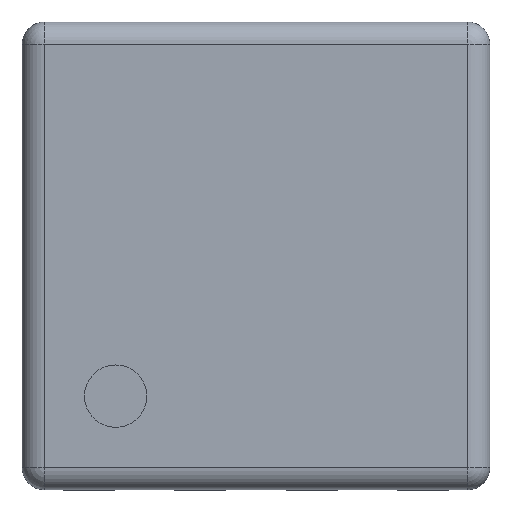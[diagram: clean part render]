
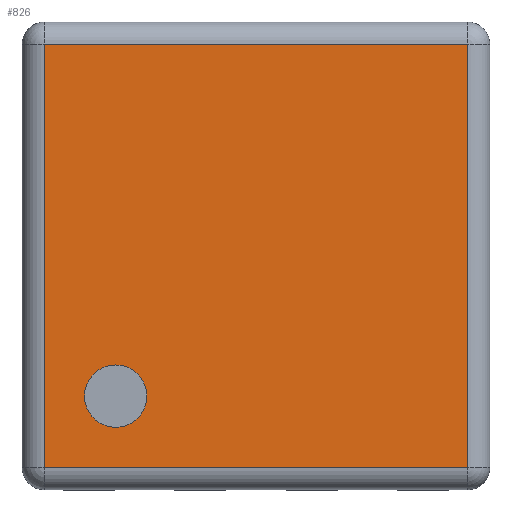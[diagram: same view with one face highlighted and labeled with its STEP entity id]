
A CAD part, top view. The second image highlights one B-rep face of the part: STEP entity #826.
In plain terms, the highlighted planar face has unit normal (0, 0, 1).
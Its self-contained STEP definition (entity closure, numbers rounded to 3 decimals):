
#826=ADVANCED_FACE('',(#1585,#1587),#1589,.T.);
#1585=FACE_BOUND('',#1586,.T.);
#1586=EDGE_LOOP('',(#2158,#2159,#2160,#2161));
#1587=FACE_BOUND('',#1588,.T.);
#1588=EDGE_LOOP('',(#2162));
#1589=PLANE('',#1590);
#1590=AXIS2_PLACEMENT_3D('',#1591,#1592,#1593);
#1591=CARTESIAN_POINT('',(0.,0.,0.8));
#1592=DIRECTION('',(0.,0.,1.));
#1593=DIRECTION('',(1.,0.,0.));
#2158=ORIENTED_EDGE('',*,*,#2476,.T.);
#2159=ORIENTED_EDGE('',*,*,#2464,.T.);
#2160=ORIENTED_EDGE('',*,*,#2473,.T.);
#2161=ORIENTED_EDGE('',*,*,#2469,.T.);
#2162=ORIENTED_EDGE('',*,*,#2478,.F.);
#2464=EDGE_CURVE('',#2822,#2820,#2823,.T.);
#2469=EDGE_CURVE('',#2829,#2827,#2830,.T.);
#2473=EDGE_CURVE('',#2820,#2829,#2834,.T.);
#2476=EDGE_CURVE('',#2827,#2822,#2837,.T.);
#2478=EDGE_CURVE('',#2839,#2839,#2840,.T.);
#2820=VERTEX_POINT('',#3637);
#2822=VERTEX_POINT('',#3642);
#2823=LINE('',#3643,#3644);
#2827=VERTEX_POINT('',#3658);
#2829=VERTEX_POINT('',#3663);
#2830=LINE('',#3664,#3665);
#2834=LINE('',#3679,#3680);
#2837=LINE('',#3690,#3691);
#2839=VERTEX_POINT('',#3697);
#2840=CIRCLE('',#3698,0.14);
#3637=CARTESIAN_POINT('',(0.95,-0.95,0.8));
#3642=CARTESIAN_POINT('',(-0.95,-0.95,0.8));
#3643=CARTESIAN_POINT('',(-0.95,-0.95,0.8));
#3644=VECTOR('',#3645,1.);
#3645=DIRECTION('',(1.,0.,0.));
#3658=CARTESIAN_POINT('',(-0.95,0.95,0.8));
#3663=CARTESIAN_POINT('',(0.95,0.95,0.8));
#3664=CARTESIAN_POINT('',(0.95,0.95,0.8));
#3665=VECTOR('',#3666,1.);
#3666=DIRECTION('',(-1.,0.,0.));
#3679=CARTESIAN_POINT('',(0.95,-0.95,0.8));
#3680=VECTOR('',#3681,1.);
#3681=DIRECTION('',(0.,1.,0.));
#3690=CARTESIAN_POINT('',(-0.95,0.95,0.8));
#3691=VECTOR('',#3692,1.);
#3692=DIRECTION('',(0.,-1.,0.));
#3697=CARTESIAN_POINT('',(-0.49,-0.63,0.8));
#3698=AXIS2_PLACEMENT_3D('',#3699,#3700,#3701);
#3699=CARTESIAN_POINT('',(-0.63,-0.63,0.8));
#3700=DIRECTION('',(0.,0.,1.));
#3701=DIRECTION('',(1.,0.,0.));
